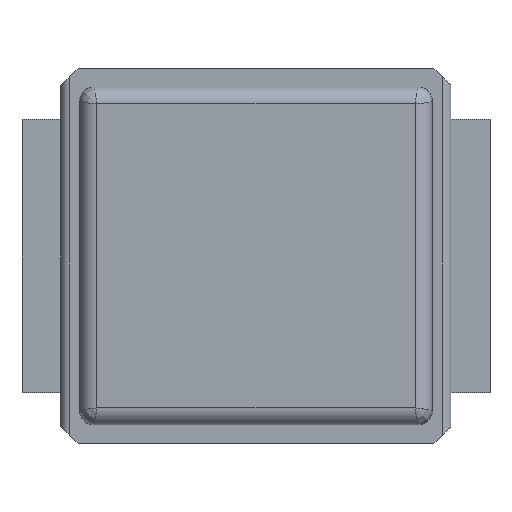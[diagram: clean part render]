
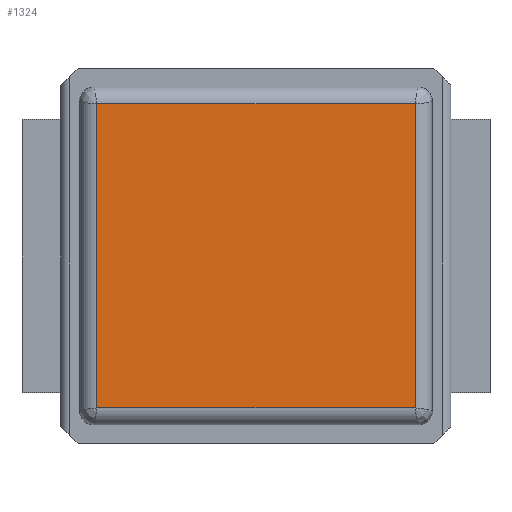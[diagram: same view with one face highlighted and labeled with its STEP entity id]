
A CAD part, top view. The second image highlights one B-rep face of the part: STEP entity #1324.
In plain terms, the highlighted planar face has unit normal (0, 0, 1).
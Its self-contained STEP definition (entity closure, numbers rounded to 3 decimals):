
#13=DIRECTION('',(0.,0.,1.));
#66=VECTOR('',#67,1.);
#67=DIRECTION('',(0.,1.,0.));
#81=DIRECTION('',(1.,0.,0.));
#120=VECTOR('',#81,1.);
#678=VECTOR('',#679,1.);
#679=DIRECTION('',(-1.,-0.,-0.));
#716=VECTOR('',#717,1.);
#717=DIRECTION('',(-0.,-1.,-0.));
#906=VERTEX_POINT('',#907);
#907=CARTESIAN_POINT('',(-1.634,1.559,0.565));
#971=VERTEX_POINT('',#972);
#972=CARTESIAN_POINT('',(-1.634,-1.559,0.565));
#981=ORIENTED_EDGE('',*,*,#982,.F.);
#982=EDGE_CURVE('',#971,#906,#983,.T.);
#983=LINE('',#984,#66);
#984=CARTESIAN_POINT('',(-1.634,-1.587,0.565));
#1041=VERTEX_POINT('',#1042);
#1042=CARTESIAN_POINT('',(1.634,-1.559,0.565));
#1049=ORIENTED_EDGE('',*,*,#1050,.F.);
#1050=EDGE_CURVE('',#1041,#971,#1051,.T.);
#1051=LINE('',#1052,#678);
#1052=CARTESIAN_POINT('',(1.662,-1.559,0.565));
#1114=VERTEX_POINT('',#1115);
#1115=CARTESIAN_POINT('',(1.634,1.559,0.565));
#1123=ORIENTED_EDGE('',*,*,#1124,.F.);
#1124=EDGE_CURVE('',#1114,#1041,#1125,.T.);
#1125=LINE('',#1126,#716);
#1126=CARTESIAN_POINT('',(1.634,1.587,0.565));
#1181=ORIENTED_EDGE('',*,*,#1182,.F.);
#1182=EDGE_CURVE('',#906,#1114,#1183,.T.);
#1183=LINE('',#1184,#120);
#1184=CARTESIAN_POINT('',(-1.662,1.559,0.565));
#1324=ADVANCED_FACE('',(#1325),#1327,.T.);
#1325=FACE_BOUND('',#1326,.T.);
#1326=EDGE_LOOP('',(#1049,#1123,#1181,#981));
#1327=PLANE('',#1328);
#1328=AXIS2_PLACEMENT_3D('',#1329,#13,#81);
#1329=CARTESIAN_POINT('',(-1.808,-1.733,0.565));
